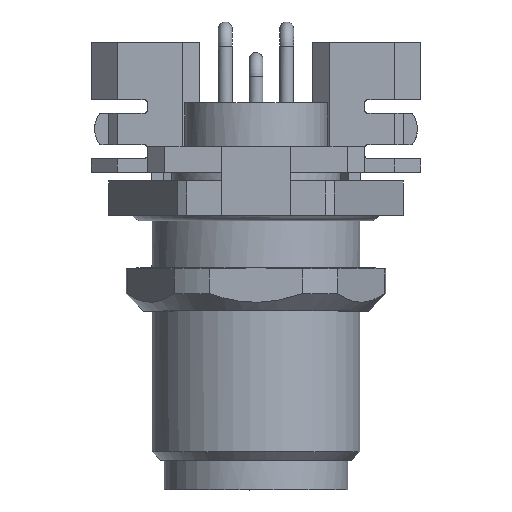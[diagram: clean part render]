
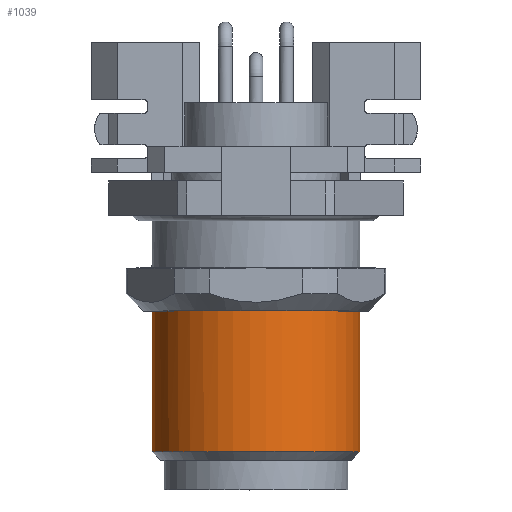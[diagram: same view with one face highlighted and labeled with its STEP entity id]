
A CAD part, top view. The second image highlights one B-rep face of the part: STEP entity #1039.
In plain terms, the highlighted cylindrical face has radius 6 mm (diameter 12 mm), a full revolution.
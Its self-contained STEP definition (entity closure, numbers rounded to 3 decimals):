
#348=CYLINDRICAL_SURFACE('',#5960,6.);
#1039=ADVANCED_FACE('',(#5028,#5029),#348,.T.);
#1419=EDGE_LOOP('',(#2742));
#1420=EDGE_LOOP('',(#2743));
#2742=ORIENTED_EDGE('',*,*,#3834,.T.);
#2743=ORIENTED_EDGE('',*,*,#3851,.F.);
#3834=EDGE_CURVE('',#5490,#5490,#4682,.T.);
#3851=EDGE_CURVE('',#5504,#5504,#4699,.T.);
#4682=B_SPLINE_CURVE_WITH_KNOTS('',3,(#10020,#10021,#10022,#10023,#10024,
#10025,#10026,#10027,#10028,#10029,#10030,#10031,#10032,#10033,#10034,#10035,
#10036,#10037),.UNSPECIFIED.,.T.,.F.,(2,2,2,2,2,2,2,2,2,2,2),(-0.125,0.,
0.125,0.25,0.375,0.5,0.625,0.75,0.875,1.,1.125),.UNSPECIFIED.);
#4699=B_SPLINE_CURVE_WITH_KNOTS('',3,(#10135,#10136,#10137,#10138,#10139,
#10140,#10141,#10142,#10143,#10144,#10145,#10146,#10147,#10148,#10149,#10150,
#10151,#10152),.UNSPECIFIED.,.T.,.F.,(2,2,2,2,2,2,2,2,2,2,2),(-0.125,0.,
0.125,0.25,0.375,0.5,0.625,0.75,0.875,1.,1.125),.UNSPECIFIED.);
#5028=FACE_BOUND('',#1419,.T.);
#5029=FACE_BOUND('',#1420,.T.);
#5490=VERTEX_POINT('',#10038);
#5504=VERTEX_POINT('',#10153);
#5960=AXIS2_PLACEMENT_3D('',#10154,#6477,#6478);
#6477=DIRECTION('',(0.,-1.,0.));
#6478=DIRECTION('',(0.5,0.,-0.866));
#10020=CARTESIAN_POINT('',(1.64,13.5,-5.982));
#10021=CARTESIAN_POINT('',(4.36,13.5,-4.411));
#10022=CARTESIAN_POINT('',(5.389,13.5,-3.07));
#10023=CARTESIAN_POINT('',(6.202,13.5,-0.036));
#10024=CARTESIAN_POINT('',(5.982,13.5,1.64));
#10025=CARTESIAN_POINT('',(4.411,13.5,4.36));
#10026=CARTESIAN_POINT('',(3.07,13.5,5.389));
#10027=CARTESIAN_POINT('',(0.036,13.5,6.202));
#10028=CARTESIAN_POINT('',(-1.64,13.5,5.982));
#10029=CARTESIAN_POINT('',(-4.36,13.5,4.411));
#10030=CARTESIAN_POINT('',(-5.389,13.5,3.07));
#10031=CARTESIAN_POINT('',(-6.202,13.5,0.036));
#10032=CARTESIAN_POINT('',(-5.982,13.5,-1.64));
#10033=CARTESIAN_POINT('',(-4.411,13.5,-4.36));
#10034=CARTESIAN_POINT('',(-3.07,13.5,-5.389));
#10035=CARTESIAN_POINT('',(-0.036,13.5,-6.202));
#10036=CARTESIAN_POINT('',(1.64,13.5,-5.982));
#10037=CARTESIAN_POINT('',(4.36,13.5,-4.411));
#10038=CARTESIAN_POINT('',(3.,13.5,-5.196));
#10135=CARTESIAN_POINT('',(-1.64,5.4,5.982));
#10136=CARTESIAN_POINT('',(-4.36,5.4,4.411));
#10137=CARTESIAN_POINT('',(-5.389,5.4,3.07));
#10138=CARTESIAN_POINT('',(-6.202,5.4,0.036));
#10139=CARTESIAN_POINT('',(-5.982,5.4,-1.64));
#10140=CARTESIAN_POINT('',(-4.411,5.4,-4.36));
#10141=CARTESIAN_POINT('',(-3.07,5.4,-5.389));
#10142=CARTESIAN_POINT('',(-0.036,5.4,-6.202));
#10143=CARTESIAN_POINT('',(1.64,5.4,-5.982));
#10144=CARTESIAN_POINT('',(4.36,5.4,-4.411));
#10145=CARTESIAN_POINT('',(5.389,5.4,-3.07));
#10146=CARTESIAN_POINT('',(6.202,5.4,-0.036));
#10147=CARTESIAN_POINT('',(5.982,5.4,1.64));
#10148=CARTESIAN_POINT('',(4.411,5.4,4.36));
#10149=CARTESIAN_POINT('',(3.07,5.4,5.389));
#10150=CARTESIAN_POINT('',(0.036,5.4,6.202));
#10151=CARTESIAN_POINT('',(-1.64,5.4,5.982));
#10152=CARTESIAN_POINT('',(-4.36,5.4,4.411));
#10153=CARTESIAN_POINT('',(-3.,5.4,5.196));
#10154=CARTESIAN_POINT('',(0.,11.95,0.));
